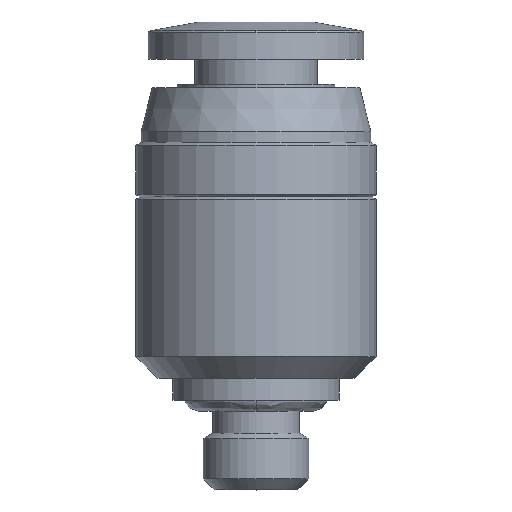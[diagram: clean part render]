
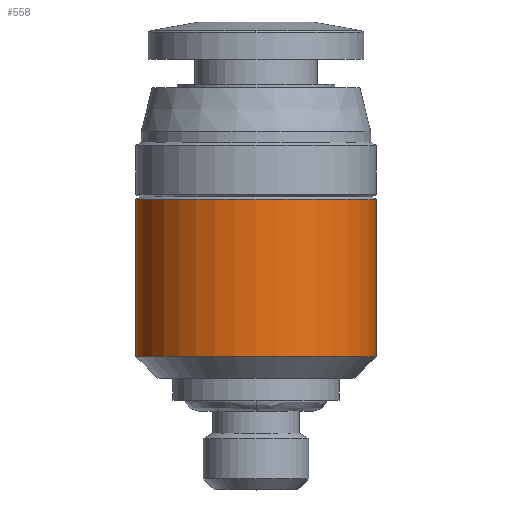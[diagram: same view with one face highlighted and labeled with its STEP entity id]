
A CAD part, top view. The second image highlights one B-rep face of the part: STEP entity #558.
In plain terms, the highlighted cylindrical face has radius 5.5 mm (diameter 11 mm), a partial arc.
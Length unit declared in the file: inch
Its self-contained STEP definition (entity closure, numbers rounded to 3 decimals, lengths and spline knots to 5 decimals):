
#121 = CYLINDRICAL_SURFACE ( 'NONE', #320, 0.21654 ) ;
#127 = AXIS2_PLACEMENT_3D ( 'NONE', #1625, #1667, #666 ) ;
#135 = AXIS2_PLACEMENT_3D ( 'NONE', #749, #1808, #1697 ) ;
#136 = VECTOR ( 'NONE', #1199, 39.37008 ) ;
#163 = LINE ( 'NONE', #686, #136 ) ;
#169 = EDGE_CURVE ( 'NONE', #1782, #1002, #701, .T. ) ;
#192 = ORIENTED_EDGE ( 'NONE', *, *, #1592, .T. ) ;
#301 = CARTESIAN_POINT ( 'NONE',  ( 0., 0.38159, 0. ) ) ;
#320 = AXIS2_PLACEMENT_3D ( 'NONE', #301, #925, #1025 ) ;
#377 = CARTESIAN_POINT ( 'NONE',  ( -0.21654, 0.24016, 0. ) ) ;
#420 = FACE_OUTER_BOUND ( 'NONE', #1149, .T. ) ;
#460 = EDGE_CURVE ( 'NONE', #1782, #1061, #523, .T. ) ;
#499 = VECTOR ( 'NONE', #1441, 39.37008 ) ;
#523 = LINE ( 'NONE', #1461, #499 ) ;
#558 = ADVANCED_FACE ( 'NONE', ( #420 ), #121, .T. ) ;
#666 = DIRECTION ( 'NONE',  ( -1., 0., 0. ) ) ;
#686 = CARTESIAN_POINT ( 'NONE',  ( 0.21654, 0.38159, 0. ) ) ;
#701 = CIRCLE ( 'NONE', #127, 0.21654 ) ;
#736 = CARTESIAN_POINT ( 'NONE',  ( 0.21654, 0.52301, 0. ) ) ;
#749 = CARTESIAN_POINT ( 'NONE',  ( 0., 0.52301, 0. ) ) ;
#918 = EDGE_CURVE ( 'NONE', #1002, #1553, #163, .T. ) ;
#925 = DIRECTION ( 'NONE',  ( 0., 1., 0. ) ) ;
#1002 = VERTEX_POINT ( 'NONE', #2002 ) ;
#1025 = DIRECTION ( 'NONE',  ( -1., 0., 0. ) ) ;
#1061 = VERTEX_POINT ( 'NONE', #1090 ) ;
#1090 = CARTESIAN_POINT ( 'NONE',  ( -0.21654, 0.52301, 0. ) ) ;
#1149 = EDGE_LOOP ( 'NONE', ( #1998, #1560, #192, #1396 ) ) ;
#1199 = DIRECTION ( 'NONE',  ( 0., 1., 0. ) ) ;
#1396 = ORIENTED_EDGE ( 'NONE', *, *, #460, .F. ) ;
#1441 = DIRECTION ( 'NONE',  ( 0., 1., 0. ) ) ;
#1461 = CARTESIAN_POINT ( 'NONE',  ( -0.21654, 0.38159, 0. ) ) ;
#1553 = VERTEX_POINT ( 'NONE', #736 ) ;
#1560 = ORIENTED_EDGE ( 'NONE', *, *, #918, .T. ) ;
#1592 = EDGE_CURVE ( 'NONE', #1553, #1061, #1693, .T. ) ;
#1625 = CARTESIAN_POINT ( 'NONE',  ( 0., 0.24016, 0. ) ) ;
#1667 = DIRECTION ( 'NONE',  ( 0., 1., 0. ) ) ;
#1693 = CIRCLE ( 'NONE', #135, 0.21654 ) ;
#1697 = DIRECTION ( 'NONE',  ( -1., 0., 0. ) ) ;
#1782 = VERTEX_POINT ( 'NONE', #377 ) ;
#1808 = DIRECTION ( 'NONE',  ( 0., -1., 0. ) ) ;
#1998 = ORIENTED_EDGE ( 'NONE', *, *, #169, .T. ) ;
#2002 = CARTESIAN_POINT ( 'NONE',  ( 0.21654, 0.24016, 0. ) ) ;
